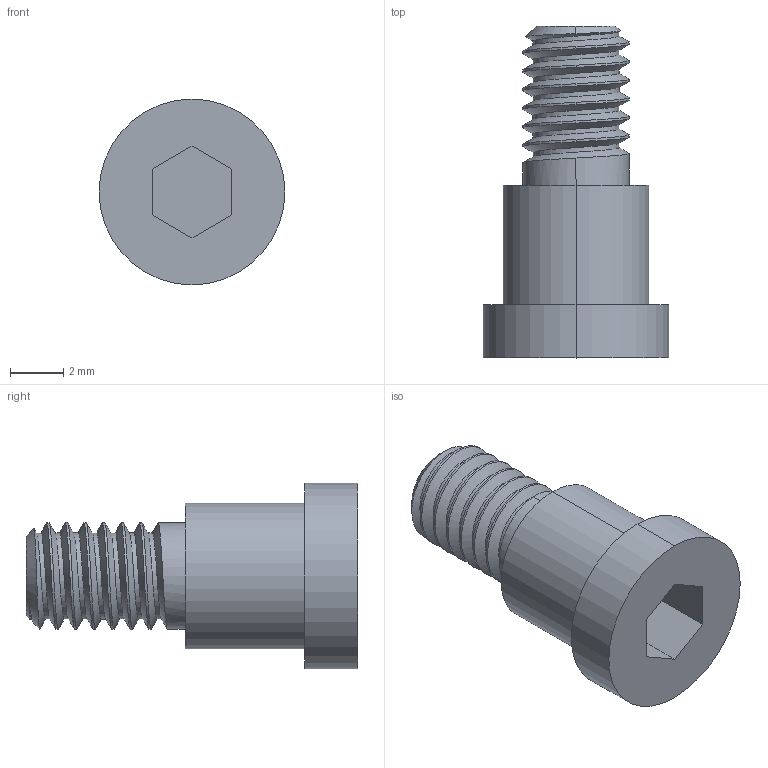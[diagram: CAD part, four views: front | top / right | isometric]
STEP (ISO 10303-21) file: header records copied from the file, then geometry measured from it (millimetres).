
FILE_DESCRIPTION (( 'STEP AP214' ), '1' );
FILE_NAME ('MS5002.STEP', '2020-09-11T20:07:23', ( '' ), ( '' ), 'SwSTEP 2.0', 'SolidWorks 2020', '' );
FILE_SCHEMA (( 'AUTOMOTIVE_DESIGN' ));
Length unit declared in the file: millimetre
Products named in the file (1): MS5002
Bounding box: 7 x 12.5 x 7 mm (x, y, z)
Volume: 222.5 mm3; surface area: 328.6 mm2
Topology: 1 solids, 1 shells, 37 faces, 95 edges, 63 vertices
Faces by surface type: cylinder 19, plane 12, cone 3, bspline 3
Entity records: 2169 total; most frequent: CARTESIAN_POINT 1341, ORIENTED_EDGE 190, DIRECTION 138, EDGE_CURVE 95, VERTEX_POINT 63, AXIS2_PLACEMENT_3D 49, EDGE_LOOP 40, LINE 40
